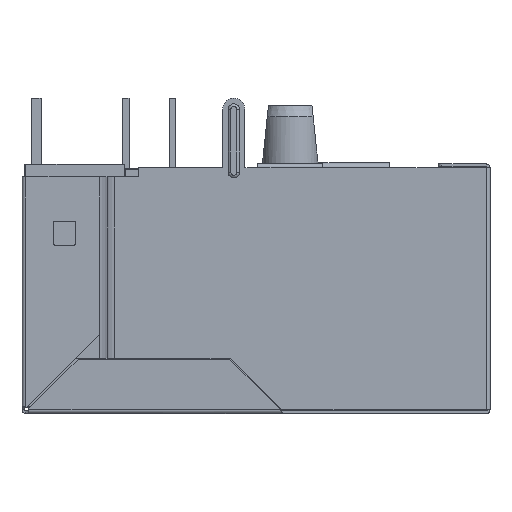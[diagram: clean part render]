
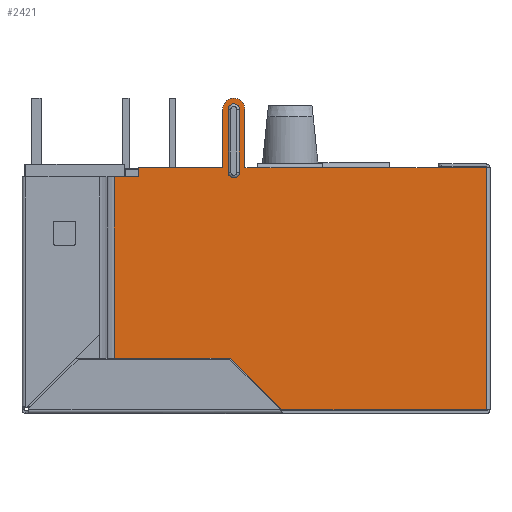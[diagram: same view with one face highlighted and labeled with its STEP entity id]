
A CAD part, left-side view. The second image highlights one B-rep face of the part: STEP entity #2421.
In plain terms, the highlighted planar face has unit normal (-1, 0, 0).
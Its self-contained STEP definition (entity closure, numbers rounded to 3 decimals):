
#2421 = ADVANCED_FACE( '', ( #4941, #4942 ), #4943, .T. );
#4941 = FACE_OUTER_BOUND( '', #7627, .T. );
#4942 = FACE_BOUND( '', #7628, .T. );
#4943 = PLANE( '', #7629 );
#7627 = EDGE_LOOP( '', ( #14812, #14813, #14814, #14815, #14816, #14817, #14818, #14819, #14820, #14821, #14822, #14823, #14824, #14825 ) );
#7628 = EDGE_LOOP( '', ( #14826, #14827, #14828, #14829 ) );
#7629 = AXIS2_PLACEMENT_3D( '', #14830, #14831, #14832 );
#14812 = ORIENTED_EDGE( '', *, *, #19132, .F. );
#14813 = ORIENTED_EDGE( '', *, *, #17879, .F. );
#14814 = ORIENTED_EDGE( '', *, *, #18817, .T. );
#14815 = ORIENTED_EDGE( '', *, *, #19035, .T. );
#14816 = ORIENTED_EDGE( '', *, *, #17954, .T. );
#14817 = ORIENTED_EDGE( '', *, *, #18493, .T. );
#14818 = ORIENTED_EDGE( '', *, *, #18589, .T. );
#14819 = ORIENTED_EDGE( '', *, *, #18091, .F. );
#14820 = ORIENTED_EDGE( '', *, *, #17134, .F. );
#14821 = ORIENTED_EDGE( '', *, *, #17981, .F. );
#14822 = ORIENTED_EDGE( '', *, *, #18347, .T. );
#14823 = ORIENTED_EDGE( '', *, *, #19133, .F. );
#14824 = ORIENTED_EDGE( '', *, *, #18314, .F. );
#14825 = ORIENTED_EDGE( '', *, *, #18516, .T. );
#14826 = ORIENTED_EDGE( '', *, *, #18350, .T. );
#14827 = ORIENTED_EDGE( '', *, *, #19119, .T. );
#14828 = ORIENTED_EDGE( '', *, *, #16764, .T. );
#14829 = ORIENTED_EDGE( '', *, *, #19134, .T. );
#14830 = CARTESIAN_POINT( '', ( -8.1, -12.528, -6.55 ) );
#14831 = DIRECTION( '', ( -1., 0., 0. ) );
#14832 = DIRECTION( '', ( 0., 0., 1. ) );
#16764 = EDGE_CURVE( '', #20460, #20465, #20467, .T. );
#17134 = EDGE_CURVE( '', #21087, #21088, #21089, .T. );
#17879 = EDGE_CURVE( '', #22249, #22250, #22251, .T. );
#17954 = EDGE_CURVE( '', #22357, #22355, #22358, .T. );
#17981 = EDGE_CURVE( '', #22400, #21087, #22401, .T. );
#18091 = EDGE_CURVE( '', #21088, #22547, #22548, .T. );
#18314 = EDGE_CURVE( '', #22855, #22856, #22857, .T. );
#18347 = EDGE_CURVE( '', #22400, #22900, #22902, .T. );
#18350 = EDGE_CURVE( '', #22906, #22904, #22907, .T. );
#18493 = EDGE_CURVE( '', #22355, #22608, #23092, .T. );
#18516 = EDGE_CURVE( '', #22855, #23117, #23119, .T. );
#18589 = EDGE_CURVE( '', #22608, #22547, #23213, .T. );
#18817 = EDGE_CURVE( '', #22249, #23492, #23493, .T. );
#19035 = EDGE_CURVE( '', #23492, #22357, #23738, .T. );
#19119 = EDGE_CURVE( '', #22904, #20460, #23828, .F. );
#19132 = EDGE_CURVE( '', #22250, #23117, #23842, .T. );
#19133 = EDGE_CURVE( '', #22856, #22900, #23843, .T. );
#19134 = EDGE_CURVE( '', #20465, #22906, #23844, .F. );
#20460 = VERTEX_POINT( '', #25693 );
#20465 = VERTEX_POINT( '', #25699 );
#20467 = LINE( '', #25701, #25702 );
#21087 = VERTEX_POINT( '', #26561 );
#21088 = VERTEX_POINT( '', #26562 );
#21089 = CIRCLE( '', #26563, 0.6 );
#22249 = VERTEX_POINT( '', #28189 );
#22250 = VERTEX_POINT( '', #28190 );
#22251 = LINE( '', #28191, #28192 );
#22355 = VERTEX_POINT( '', #28338 );
#22357 = VERTEX_POINT( '', #28341 );
#22358 = LINE( '', #28342, #28343 );
#22400 = VERTEX_POINT( '', #28400 );
#22401 = LINE( '', #28401, #28402 );
#22547 = VERTEX_POINT( '', #28614 );
#22548 = LINE( '', #28615, #28616 );
#22608 = VERTEX_POINT( '', #28701 );
#22855 = VERTEX_POINT( '', #29080 );
#22856 = VERTEX_POINT( '', #29081 );
#22857 = LINE( '', #29082, #29083 );
#22900 = VERTEX_POINT( '', #29145 );
#22902 = LINE( '', #29148, #29149 );
#22904 = VERTEX_POINT( '', #29151 );
#22906 = VERTEX_POINT( '', #29153 );
#22907 = LINE( '', #29154, #29155 );
#23092 = LINE( '', #29415, #29416 );
#23117 = VERTEX_POINT( '', #29455 );
#23119 = LINE( '', #29457, #29458 );
#23213 = LINE( '', #29597, #29598 );
#23492 = VERTEX_POINT( '', #30009 );
#23493 = LINE( '', #30010, #30011 );
#23738 = LINE( '', #30357, #30358 );
#23828 = CIRCLE( '', #30478, 0.3 );
#23842 = LINE( '', #30497, #30498 );
#23843 = LINE( '', #30499, #30500 );
#23844 = CIRCLE( '', #30501, 0.3 );
#25693 = CARTESIAN_POINT( '', ( -8.1, 1.5, 6.3 ) );
#25699 = CARTESIAN_POINT( '', ( -8.1, 1.5, 9.7 ) );
#25701 = CARTESIAN_POINT( '', ( -8.1, 1.5, -6.55 ) );
#25702 = VECTOR( '', #31464, 1000. );
#26561 = CARTESIAN_POINT( '', ( -8.1, 1.8, 9.7 ) );
#26562 = CARTESIAN_POINT( '', ( -8.1, 0.6, 9.7 ) );
#26563 = AXIS2_PLACEMENT_3D( '', #31912, #31913, #31914 );
#28189 = CARTESIAN_POINT( '', ( -8.1, -1.4, -6.55 ) );
#28190 = CARTESIAN_POINT( '', ( -8.1, 1.4, -3.75 ) );
#28191 = CARTESIAN_POINT( '', ( -8.1, -6.964, -12.114 ) );
#28192 = VECTOR( '', #32801, 1000. );
#28338 = CARTESIAN_POINT( '', ( -8.1, -3.6, 6.55 ) );
#28341 = CARTESIAN_POINT( '', ( -8.1, -12.45, 6.55 ) );
#28342 = CARTESIAN_POINT( '', ( -8.1, -12.528, 6.55 ) );
#28343 = VECTOR( '', #32884, 1000. );
#28400 = CARTESIAN_POINT( '', ( -8.1, 1.8, 6.55 ) );
#28401 = CARTESIAN_POINT( '', ( -8.1, 1.8, 6.55 ) );
#28402 = VECTOR( '', #32918, 1000. );
#28614 = CARTESIAN_POINT( '', ( -8.1, 0.6, 6.55 ) );
#28615 = CARTESIAN_POINT( '', ( -8.1, 0.6, 9.7 ) );
#28616 = VECTOR( '', #33028, 1000. );
#28701 = CARTESIAN_POINT( '', ( -8.1, -0.1, 6.55 ) );
#29080 = CARTESIAN_POINT( '', ( -8.1, 7.65, 6.05 ) );
#29081 = CARTESIAN_POINT( '', ( -8.1, 6.35, 6.05 ) );
#29082 = CARTESIAN_POINT( '', ( -8.1, -12.528, 6.05 ) );
#29083 = VECTOR( '', #33242, 1000. );
#29145 = CARTESIAN_POINT( '', ( -8.1, 6.35, 6.55 ) );
#29148 = CARTESIAN_POINT( '', ( -8.1, -12.528, 6.55 ) );
#29149 = VECTOR( '', #33278, 1000. );
#29151 = CARTESIAN_POINT( '', ( -8.1, 0.9, 6.3 ) );
#29153 = CARTESIAN_POINT( '', ( -8.1, 0.9, 9.7 ) );
#29154 = CARTESIAN_POINT( '', ( -8.1, 0.9, -6.55 ) );
#29155 = VECTOR( '', #33282, 1000. );
#29415 = CARTESIAN_POINT( '', ( -8.1, -3.6, 6.55 ) );
#29416 = VECTOR( '', #33421, 1000. );
#29455 = CARTESIAN_POINT( '', ( -8.1, 7.65, -3.75 ) );
#29457 = CARTESIAN_POINT( '', ( -8.1, 7.65, 6.55 ) );
#29458 = VECTOR( '', #33439, 1000. );
#29597 = CARTESIAN_POINT( '', ( -8.1, -12.528, 6.55 ) );
#29598 = VECTOR( '', #33506, 1000. );
#30009 = CARTESIAN_POINT( '', ( -8.1, -12.45, -6.55 ) );
#30010 = CARTESIAN_POINT( '', ( -8.1, 7.65, -6.55 ) );
#30011 = VECTOR( '', #33699, 1000. );
#30357 = CARTESIAN_POINT( '', ( -8.1, -12.45, -6.55 ) );
#30358 = VECTOR( '', #33880, 1000. );
#30478 = AXIS2_PLACEMENT_3D( '', #33944, #33945, #33946 );
#30497 = CARTESIAN_POINT( '', ( -8.1, -12.528, -3.75 ) );
#30498 = VECTOR( '', #33955, 1000. );
#30499 = CARTESIAN_POINT( '', ( -8.1, 6.35, -6.55 ) );
#30500 = VECTOR( '', #33956, 1000. );
#30501 = AXIS2_PLACEMENT_3D( '', #33957, #33958, #33959 );
#31464 = DIRECTION( '', ( 0., 0., 1. ) );
#31912 = CARTESIAN_POINT( '', ( -8.1, 1.2, 9.7 ) );
#31913 = DIRECTION( '', ( 1., 0., 0. ) );
#31914 = DIRECTION( '', ( 0., 1., 0. ) );
#32801 = DIRECTION( '', ( 0., 0.707, 0.707 ) );
#32884 = DIRECTION( '', ( 0., 1., 0. ) );
#32918 = DIRECTION( '', ( 0., 0., 1. ) );
#33028 = DIRECTION( '', ( 0., 0., -1. ) );
#33242 = DIRECTION( '', ( 0., -1., 0. ) );
#33278 = DIRECTION( '', ( 0., 1., 0. ) );
#33282 = DIRECTION( '', ( 0., 0., -1. ) );
#33421 = DIRECTION( '', ( 0., 1., 0. ) );
#33439 = DIRECTION( '', ( 0., 0., -1. ) );
#33506 = DIRECTION( '', ( 0., 1., 0. ) );
#33699 = DIRECTION( '', ( 0., -1., 0. ) );
#33880 = DIRECTION( '', ( 0., 0., 1. ) );
#33944 = CARTESIAN_POINT( '', ( -8.1, 1.2, 6.3 ) );
#33945 = DIRECTION( '', ( -1., 0., 0. ) );
#33946 = DIRECTION( '', ( 0., 0., 1. ) );
#33955 = DIRECTION( '', ( 0., 1., 0. ) );
#33956 = DIRECTION( '', ( 0., 0., 1. ) );
#33957 = CARTESIAN_POINT( '', ( -8.1, 1.2, 9.7 ) );
#33958 = DIRECTION( '', ( -1., 0., 0. ) );
#33959 = DIRECTION( '', ( 0., 0., 1. ) );
